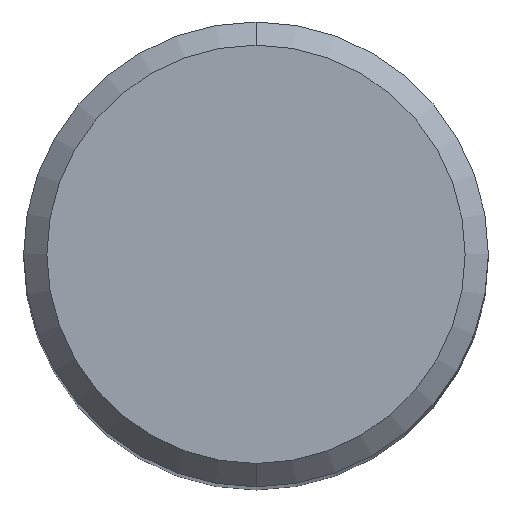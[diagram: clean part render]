
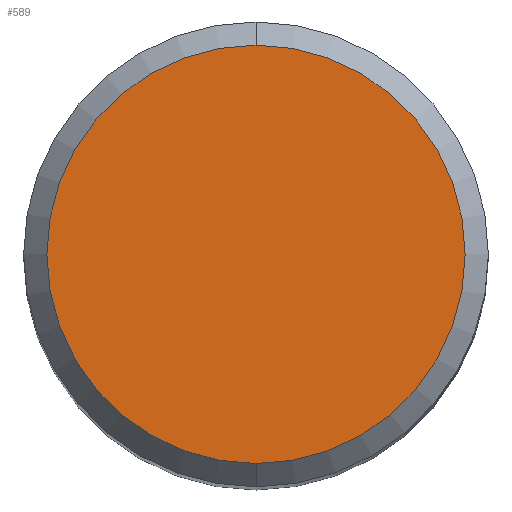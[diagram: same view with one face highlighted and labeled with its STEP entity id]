
A CAD part, top view. The second image highlights one B-rep face of the part: STEP entity #589.
In plain terms, the highlighted planar face has unit normal (0, 0, 1).
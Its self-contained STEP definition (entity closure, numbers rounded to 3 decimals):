
#387=EDGE_CURVE('',#557,#939,#1025,.T.);
#479=EDGE_CURVE('',#939,#557,#1124,.T.);
#557=VERTEX_POINT('',#1213);
#589=ADVANCED_FACE('',(#1245),#1246,.T.);
#939=VERTEX_POINT('',#1631);
#1025=CIRCLE('',#1866,4.5);
#1124=CIRCLE('',#2039,4.5);
#1213=CARTESIAN_POINT('',(0.,-4.5,0.0));
#1245=FACE_OUTER_BOUND('',#3419,.T.);
#1246=PLANE('',#3420);
#1631=CARTESIAN_POINT('',(0.0,4.5,0.0));
#1866=AXIS2_PLACEMENT_3D('',#7544,#7545,#7546);
#2039=AXIS2_PLACEMENT_3D('',#7636,#7637,#7638);
#3419=EDGE_LOOP('',(#7754,#7755));
#3420=AXIS2_PLACEMENT_3D('',#7756,#7757,#7758);
#7544=CARTESIAN_POINT('',(0.0,0.0,0.0));
#7545=DIRECTION('',(0.0,0.0,-1.0));
#7546=DIRECTION('',(0.0,1.0,0.0));
#7636=CARTESIAN_POINT('',(0.0,0.0,0.0));
#7637=DIRECTION('',(0.0,0.0,-1.0));
#7638=DIRECTION('',(0.0,1.0,0.0));
#7754=ORIENTED_EDGE('',*,*,#479,.F.);
#7755=ORIENTED_EDGE('',*,*,#387,.F.);
#7756=CARTESIAN_POINT('',(0.0,2.25,0.0));
#7757=DIRECTION('',(-0.0,0.0,1.0));
#7758=DIRECTION('',(0.0,-1.0,0.0));
